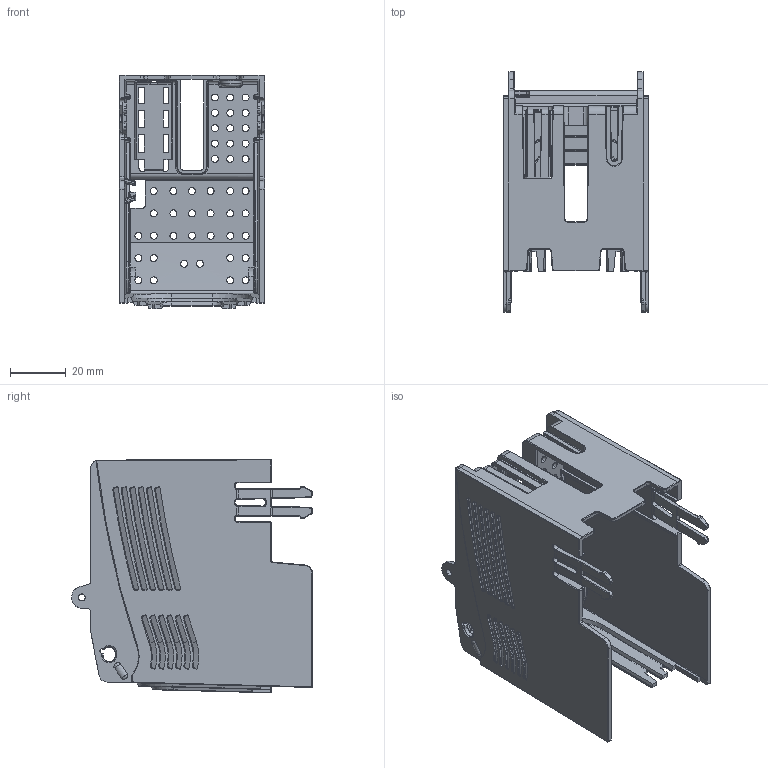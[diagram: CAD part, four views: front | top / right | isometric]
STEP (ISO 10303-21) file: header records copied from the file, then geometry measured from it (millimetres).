
FILE_DESCRIPTION((''),'2;1');
FILE_NAME('0000046853','2018-05-29T',('matic.bajda'),('Audax d.o.o.'),'CREO PARAMETRIC BY PTC INC, 2016260','CREO PARAMETRIC BY PTC INC, 2016260','');
FILE_SCHEMA(('AUTOMOTIVE_DESIGN { 1 0 10303 214 1 1 1 1 }'));
Products named in the file (1): 0000046853
Bounding box: 52 x 86.2 x 83.69 mm (x, y, z)
Volume: 34946.2 mm3; surface area: 43685.4 mm2
Topology: 1 solids, 1 shells, 1637 faces, 4436 edges, 2755 vertices
Faces by surface type: cylinder 601, plane 410, bspline 275, torus 177, cone 131, sphere 38, revolution 3, extrusion 2
Entity records: 77693 total; most frequent: CARTESIAN_POINT 38059, ORIENTED_EDGE 8772, DIRECTION 7501, EDGE_CURVE 4386, AXIS2_PLACEMENT_3D 2820, VERTEX_POINT 2755, VECTOR 1858, LINE 1856
